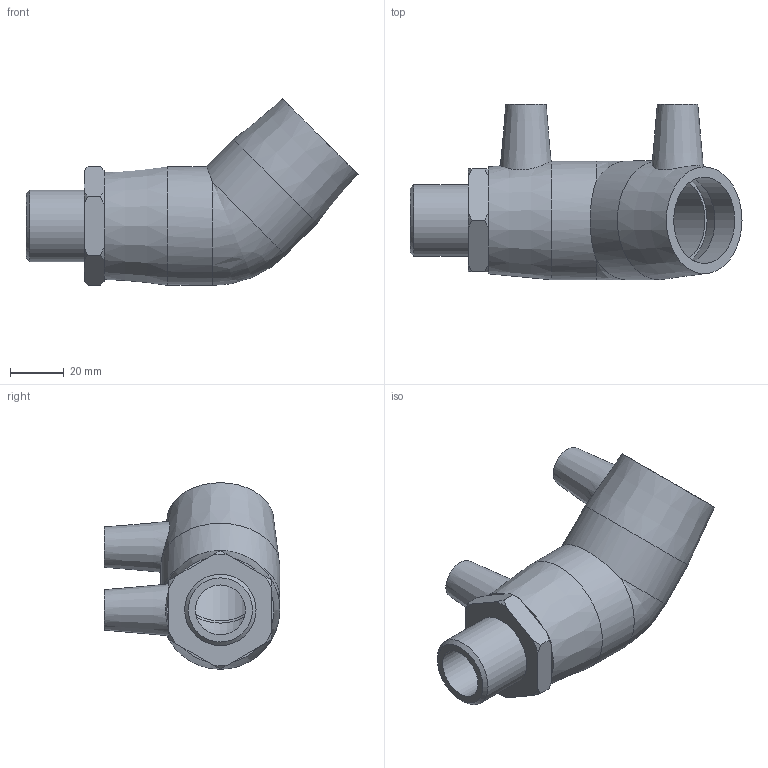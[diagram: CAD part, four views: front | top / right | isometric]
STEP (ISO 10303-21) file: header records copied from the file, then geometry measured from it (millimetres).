
FILE_DESCRIPTION(/* description */ ('PLASSON 45° ELBOW TRANSITION MALE 32-3/4"'),/* implementation_level */ '2;1');
FILE_NAME(/* name */ '492604032007.ipt.stp',/* time_stamp */ '2017-11-06T09:15:06+02:00',/* author */ ('KIM'),/* organization */ (''),/* preprocessor_version */ 'ST-DEVELOPER v15.6',/* originating_system */ 'Autodesk Inventor 2015',/* authorisation */ '');
FILE_SCHEMA (('AUTOMOTIVE_DESIGN { 1 0 10303 214 3 1 1 }'));
Length unit declared in the file: millimetre
Products named in the file (1): 492604032007
Bounding box: 123 x 65 x 69.14 mm (x, y, z)
Volume: 98814.4 mm3; surface area: 32540.7 mm2
Topology: 1 solids, 2 shells, 58 faces, 135 edges, 89 vertices
Faces by surface type: plane 22, cone 19, cylinder 15, bspline 1, torus 1
Full cylindrical faces by diameter (mm): 4 x2, 10 x2, 18.509 x1, 23 x1, 26.441 x1, 27.2 x2, 32 x4, 44 x2
Entity records: 1494 total; most frequent: CARTESIAN_POINT 368, DIRECTION 234, ORIENTED_EDGE 188, AXIS2_PLACEMENT_3D 108, EDGE_LOOP 97, EDGE_CURVE 94, VERTEX_POINT 75, FACE_OUTER_BOUND 58
